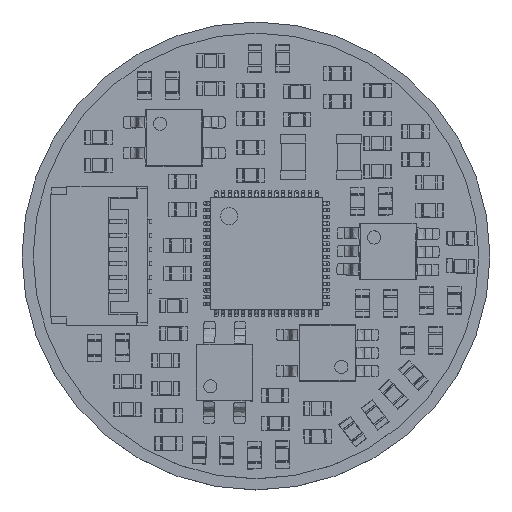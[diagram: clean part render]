
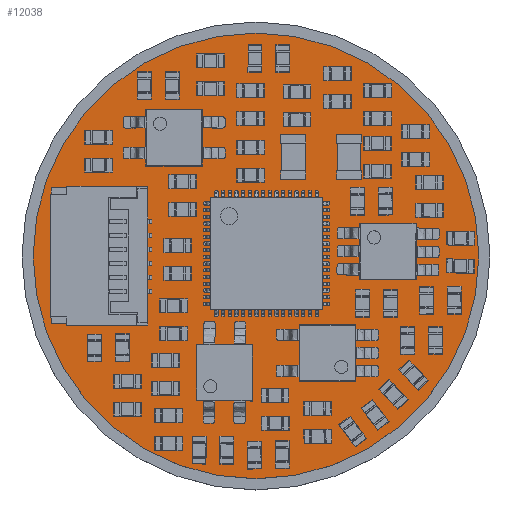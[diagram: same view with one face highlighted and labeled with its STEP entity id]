
A CAD part, top view. The second image highlights one B-rep face of the part: STEP entity #12038.
In plain terms, the highlighted planar face has unit normal (0, 0, 1).
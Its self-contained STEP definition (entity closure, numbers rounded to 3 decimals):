
#4537 = CARTESIAN_POINT ( 'NONE',  ( 0., 0., 0.8 ) ) ;
#7447 = AXIS2_PLACEMENT_3D ( 'NONE', #14932, #10482, #47546 ) ;
#8425 = AXIS2_PLACEMENT_3D ( 'NONE', #55671, #19197, #28379 ) ;
#10482 = DIRECTION ( 'NONE',  ( 0., 0., 1. ) ) ;
#12038 = ADVANCED_FACE ( 'NONE', ( #41713 ), #36137, .T. ) ;
#14932 = CARTESIAN_POINT ( 'NONE',  ( 0., 0., 0.8 ) ) ;
#15045 = VERTEX_POINT ( 'NONE', #39434 ) ;
#18484 = DIRECTION ( 'NONE',  ( 1., 0., 0. ) ) ;
#19197 = DIRECTION ( 'NONE',  ( 0., 0., 1. ) ) ;
#19581 = EDGE_LOOP ( 'NONE', ( #52810, #21138 ) ) ;
#21138 = ORIENTED_EDGE ( 'NONE', *, *, #40092, .T. ) ;
#24278 = CIRCLE ( 'NONE', #7447, 8. ) ;
#24498 = EDGE_CURVE ( 'NONE', #15045, #31067, #55743, .T. ) ;
#28379 = DIRECTION ( 'NONE',  ( 1., 0., 0. ) ) ;
#31067 = VERTEX_POINT ( 'NONE', #52683 ) ;
#36137 = PLANE ( 'NONE',  #48271 ) ;
#39434 = CARTESIAN_POINT ( 'NONE',  ( -8., 0., 0.8 ) ) ;
#40092 = EDGE_CURVE ( 'NONE', #31067, #15045, #24278, .T. ) ;
#41713 = FACE_OUTER_BOUND ( 'NONE', #19581, .T. ) ;
#47546 = DIRECTION ( 'NONE',  ( 1., 0., 0. ) ) ;
#48271 = AXIS2_PLACEMENT_3D ( 'NONE', #4537, #60073, #18484 ) ;
#52683 = CARTESIAN_POINT ( 'NONE',  ( 8., 0., 0.8 ) ) ;
#52810 = ORIENTED_EDGE ( 'NONE', *, *, #24498, .T. ) ;
#55671 = CARTESIAN_POINT ( 'NONE',  ( 0., 0., 0.8 ) ) ;
#55743 = CIRCLE ( 'NONE', #8425, 8. ) ;
#60073 = DIRECTION ( 'NONE',  ( 0., 0., 1. ) ) ;
